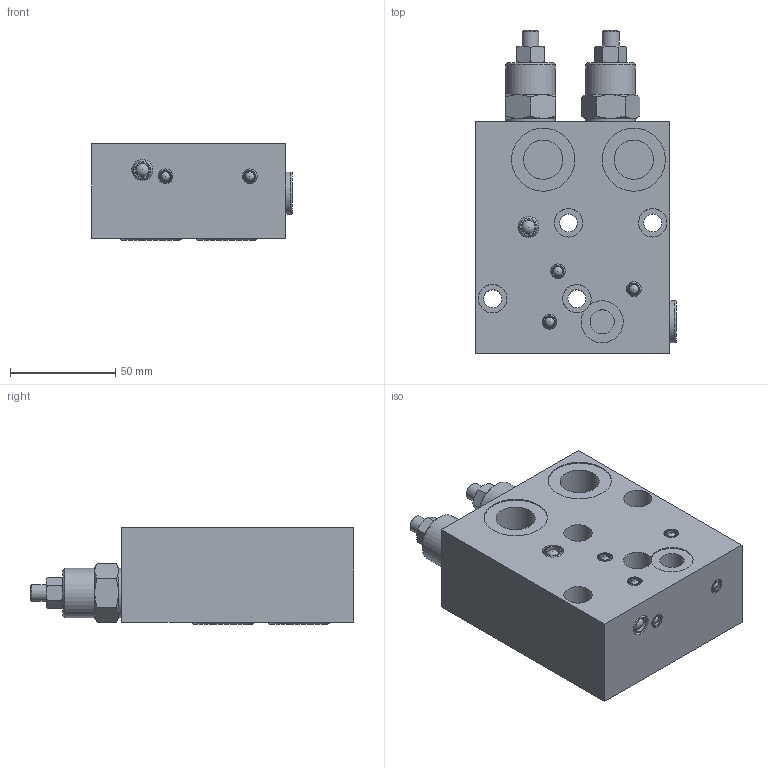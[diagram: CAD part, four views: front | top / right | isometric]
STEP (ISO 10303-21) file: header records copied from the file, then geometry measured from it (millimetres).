
FILE_DESCRIPTION(/* description */ ('STEP AP214'),/* implementation_level */ '2;1');
FILE_NAME(/* name */ 'KPBR-250_1_D',/* time_stamp */ '2023-03-08T09:57:37+01:00',/* author */ ('License CC BY-ND 4.0'),/* organization */ ('CADENAS'),/* preprocessor_version */ 'ST-DEVELOPER v18.102',/* originating_system */ 'PARTsolutions',/* authorisation */ ' ');
FILE_SCHEMA (('AUTOMOTIVE_DESIGN {1 0 10303 214 3 1 1}'));
Length unit declared in the file: millimetre
Products named in the file (1): KPBR-250/1/D
Bounding box: 95.13 x 153.4 x 45.91 mm (x, y, z)
Volume: 454604.9 mm3; surface area: 55166.8 mm2
Topology: 1 solids, 3 shells, 208 faces, 436 edges, 275 vertices
Faces by surface type: plane 100, cylinder 48, cone 45, sphere 9, torus 6
Full cylindrical faces by diameter (mm): 4.9 x7, 7 x9, 8 x3, 8.5 x6, 10 x2, 11.445 x1, 13.5 x4, 18 x1, 18.631 x2, 20 x3, 23.5 x4, 24 x1, 28.5 x2, 30 x2
Entity records: 5080 total; most frequent: CARTESIAN_POINT 1076, DIRECTION 832, ORIENTED_EDGE 656, AXIS2_PLACEMENT_3D 367, FACE_BOUND 345, EDGE_LOOP 344, EDGE_CURVE 328, VERTEX_POINT 251
